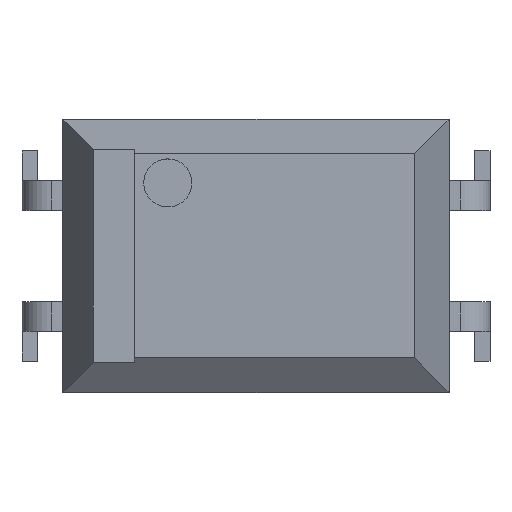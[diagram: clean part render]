
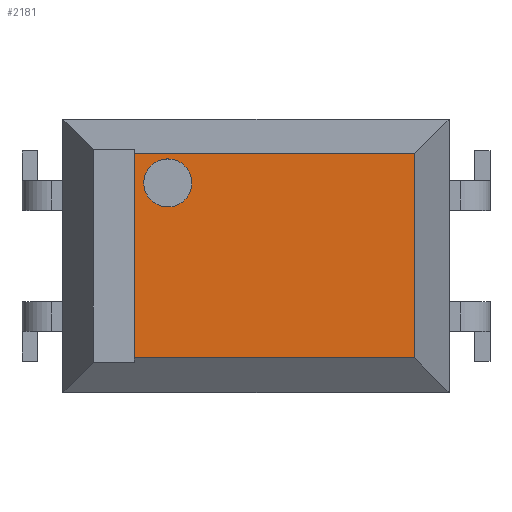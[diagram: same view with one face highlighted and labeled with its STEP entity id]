
A CAD part, top view. The second image highlights one B-rep face of the part: STEP entity #2181.
In plain terms, the highlighted planar face has unit normal (0, 0, 1).
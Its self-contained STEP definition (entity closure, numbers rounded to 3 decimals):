
#29=PLANE('',#2280);
#105=CIRCLE('',#2281,0.405);
#187=ORIENTED_EDGE('',*,*,#637,.T.);
#188=ORIENTED_EDGE('',*,*,#638,.T.);
#189=ORIENTED_EDGE('',*,*,#639,.T.);
#190=ORIENTED_EDGE('',*,*,#640,.T.);
#191=ORIENTED_EDGE('',*,*,#641,.T.);
#637=EDGE_CURVE('',#859,#859,#105,.T.);
#638=EDGE_CURVE('',#860,#861,#1007,.T.);
#639=EDGE_CURVE('',#861,#862,#1008,.T.);
#640=EDGE_CURVE('',#862,#863,#1009,.T.);
#641=EDGE_CURVE('',#863,#860,#1010,.T.);
#859=VERTEX_POINT('',#2925);
#860=VERTEX_POINT('',#2927);
#861=VERTEX_POINT('',#2928);
#862=VERTEX_POINT('',#2930);
#863=VERTEX_POINT('',#2932);
#1007=LINE('',#2926,#1217);
#1008=LINE('',#2929,#1218);
#1009=LINE('',#2931,#1219);
#1010=LINE('',#2933,#1220);
#1217=VECTOR('',#2469,1000.);
#1218=VECTOR('',#2470,1000.);
#1219=VECTOR('',#2471,1000.);
#1220=VECTOR('',#2472,1000.);
#1382=EDGE_LOOP('',(#187));
#1383=EDGE_LOOP('',(#188,#189,#190,#191));
#1474=FACE_BOUND('',#1382,.T.);
#1475=FACE_BOUND('',#1383,.T.);
#2181=ADVANCED_FACE('',(#1474,#1475),#29,.T.);
#2280=AXIS2_PLACEMENT_3D('',#2923,#2465,#2466);
#2281=AXIS2_PLACEMENT_3D('',#2924,#2467,#2468);
#2465=DIRECTION('',(0.,0.,1.));
#2466=DIRECTION('',(1.,0.,0.));
#2467=DIRECTION('',(0.,0.,-1.));
#2468=DIRECTION('',(1.,0.,0.));
#2469=DIRECTION('',(-1.,0.,0.));
#2470=DIRECTION('',(0.,-1.,0.));
#2471=DIRECTION('',(1.,0.,0.));
#2472=DIRECTION('',(0.,1.,0.));
#2923=CARTESIAN_POINT('',(0.,0.,3.5));
#2924=CARTESIAN_POINT('',(-1.484,1.227,3.5));
#2925=CARTESIAN_POINT('',(-1.079,1.227,3.5));
#2926=CARTESIAN_POINT('',(-2.668,1.718,3.5));
#2927=CARTESIAN_POINT('',(2.668,1.718,3.5));
#2928=CARTESIAN_POINT('',(-2.05,1.718,3.5));
#2929=CARTESIAN_POINT('',(-2.05,2.3,3.5));
#2930=CARTESIAN_POINT('',(-2.05,-1.718,3.5));
#2931=CARTESIAN_POINT('',(2.668,-1.718,3.5));
#2932=CARTESIAN_POINT('',(2.668,-1.718,3.5));
#2933=CARTESIAN_POINT('',(2.668,2.3,3.5));
